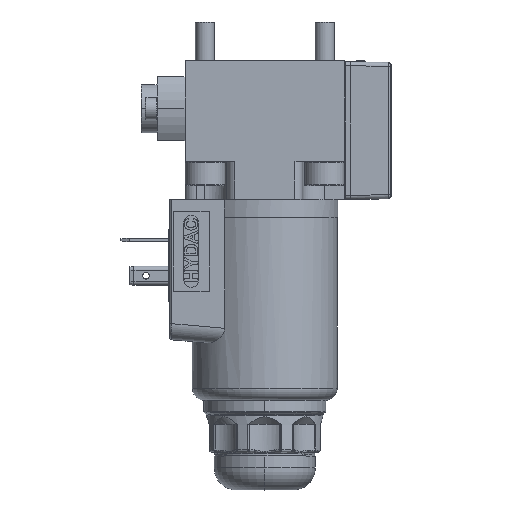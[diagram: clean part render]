
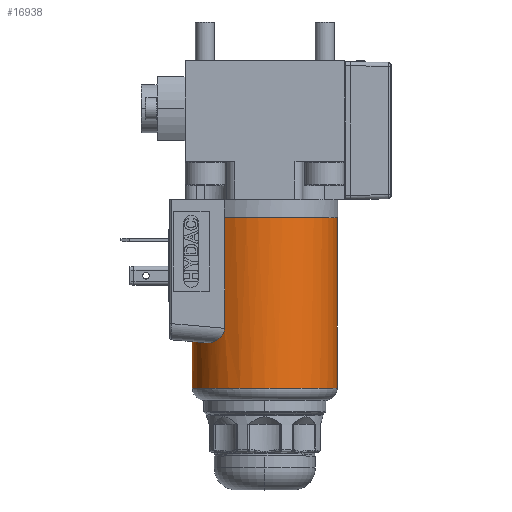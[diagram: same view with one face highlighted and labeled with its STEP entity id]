
A CAD part, top view. The second image highlights one B-rep face of the part: STEP entity #16938.
In plain terms, the highlighted cylindrical face has radius 18.15 mm (diameter 36.3 mm), a partial arc.
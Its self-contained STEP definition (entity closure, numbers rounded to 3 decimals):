
#237 = ORIENTED_EDGE ( 'NONE', *, *, #44181, .T. ) ;
#712 = CARTESIAN_POINT ( 'NONE',  ( -16.844, -50.509, 7.88 ) ) ;
#1140 = CARTESIAN_POINT ( 'NONE',  ( -12.925, -50.502, 12.746 ) ) ;
#1245 = ORIENTED_EDGE ( 'NONE', *, *, #33092, .F. ) ;
#1278 = EDGE_CURVE ( 'NONE', #21488, #15501, #10905, .T. ) ;
#2237 = DIRECTION ( 'NONE',  ( 0., -1., 0. ) ) ;
#3494 = VECTOR ( 'NONE', #2237, 1000. ) ;
#3755 = EDGE_LOOP ( 'NONE', ( #46068, #24251, #28452, #1245, #36372, #237, #42047 ) ) ;
#4124 = CARTESIAN_POINT ( 'NONE',  ( -11.009, -49.26, 14.433 ) ) ;
#4199 = CARTESIAN_POINT ( 'NONE',  ( -14.372, -50.725, 11.085 ) ) ;
#4357 = CARTESIAN_POINT ( 'NONE',  ( -10.04, -47.092, 15.12 ) ) ;
#4479 = DIRECTION ( 'NONE',  ( 0., -1., 0. ) ) ;
#4602 = CARTESIAN_POINT ( 'NONE',  ( -10.04, -19.3, 15.12 ) ) ;
#4849 = CARTESIAN_POINT ( 'NONE',  ( -12.271, -50.205, 13.377 ) ) ;
#6565 = DIRECTION ( 'NONE',  ( 0., -1., 0. ) ) ;
#7593 = CARTESIAN_POINT ( 'NONE',  ( -11.627, -49.796, 13.94 ) ) ;
#8337 = CARTESIAN_POINT ( 'NONE',  ( -14.372, -50.725, 11.085 ) ) ;
#8582 = CARTESIAN_POINT ( 'NONE',  ( -10.04, -47.253, 15.12 ) ) ;
#9029 = EDGE_CURVE ( 'NONE', #15501, #32923, #25503, .T. ) ;
#9139 = CARTESIAN_POINT ( 'NONE',  ( 0., -68.1, 0. ) ) ;
#9676 = CARTESIAN_POINT ( 'NONE',  ( -10.04, -68.1, 15.12 ) ) ;
#10905 =( BOUNDED_CURVE ( )  B_SPLINE_CURVE ( 3, ( #4199, #712, #34350, #41512 ),
 .UNSPECIFIED., .F., .F. ) 
 B_SPLINE_CURVE_WITH_KNOTS ( ( 4, 4 ),
 ( 2.485, 3.142 ),
 .UNSPECIFIED. ) 
 CURVE ( )  GEOMETRIC_REPRESENTATION_ITEM ( )  RATIONAL_B_SPLINE_CURVE ( ( 1., 0.964, 0.964, 1. ) ) 
 REPRESENTATION_ITEM ( '' )  );
#11559 = CARTESIAN_POINT ( 'NONE',  ( -12.054, -50.082, 13.572 ) ) ;
#11806 = CARTESIAN_POINT ( 'NONE',  ( -13.974, -50.736, 11.587 ) ) ;
#12149 = AXIS2_PLACEMENT_3D ( 'NONE', #44637, #14275, #45129 ) ;
#13009 = DIRECTION ( 'NONE',  ( 0., -1., 0. ) ) ;
#13750 = EDGE_CURVE ( 'NONE', #43829, #17865, #31768, .T. ) ;
#14275 = DIRECTION ( 'NONE',  ( 0., 1., 0. ) ) ;
#15283 = CARTESIAN_POINT ( 'NONE',  ( 18.15, -62.1, 0. ) ) ;
#15501 = VERTEX_POINT ( 'NONE', #45312 ) ;
#15796 = CARTESIAN_POINT ( 'NONE',  ( -10.816, -49.051, 14.577 ) ) ;
#16467 = CARTESIAN_POINT ( 'NONE',  ( 18.15, -19.3, 0. ) ) ;
#16938 = ADVANCED_FACE ( 'NONE', ( #39014 ), #31583, .T. ) ;
#17657 = AXIS2_PLACEMENT_3D ( 'NONE', #9139, #47193, #44455 ) ;
#17865 = VERTEX_POINT ( 'NONE', #4602 ) ;
#18106 = CARTESIAN_POINT ( 'NONE',  ( -18.15, -62.1, 0. ) ) ;
#19682 = DIRECTION ( 'NONE',  ( 1., 0., 0. ) ) ;
#19811 = CARTESIAN_POINT ( 'NONE',  ( -10.155, -47.875, 15.043 ) ) ;
#19877 = CARTESIAN_POINT ( 'NONE',  ( -10.04, -47.092, 15.12 ) ) ;
#21488 = VERTEX_POINT ( 'NONE', #40212 ) ;
#23080 = CARTESIAN_POINT ( 'NONE',  ( -10.055, -47.411, 15.11 ) ) ;
#23470 = B_SPLINE_CURVE_WITH_KNOTS ( 'NONE', 3,
 ( #4357, #8582, #23080, #42167, #19811, #45923, #23825, #15796, #4124, #42407, #7593, #11559, #4849, #34739, #1140, #34496, #31026, #11806, #34264, #8337 ),
 .UNSPECIFIED., .F., .F.,
 ( 4, 2, 2, 2, 2, 2, 2, 2, 2, 4 ),
 ( 0., 0., 0.001, 0.002, 0.003, 0.004, 0.005, 0.006, 0.007, 0.008 ),
 .UNSPECIFIED. ) ;
#23825 = CARTESIAN_POINT ( 'NONE',  ( -10.471, -48.58, 14.827 ) ) ;
#24251 = ORIENTED_EDGE ( 'NONE', *, *, #9029, .T. ) ;
#25503 = LINE ( 'NONE', #40653, #32220 ) ;
#28452 = ORIENTED_EDGE ( 'NONE', *, *, #43681, .T. ) ;
#29900 = CARTESIAN_POINT ( 'NONE',  ( 0., -19.3, 0. ) ) ;
#31026 = CARTESIAN_POINT ( 'NONE',  ( -13.561, -50.682, 12.067 ) ) ;
#31583 = CYLINDRICAL_SURFACE ( 'NONE', #17657, 18.15 ) ;
#31768 = CIRCLE ( 'NONE', #48417, 18.15 ) ;
#31976 = CARTESIAN_POINT ( 'NONE',  ( 18.15, -68.1, 0. ) ) ;
#32095 = CIRCLE ( 'NONE', #12149, 18.15 ) ;
#32220 = VECTOR ( 'NONE', #6565, 1000. ) ;
#32923 = VERTEX_POINT ( 'NONE', #18106 ) ;
#33092 = EDGE_CURVE ( 'NONE', #43829, #38249, #35702, .T. ) ;
#34264 = CARTESIAN_POINT ( 'NONE',  ( -14.177, -50.742, 11.338 ) ) ;
#34350 = CARTESIAN_POINT ( 'NONE',  ( -18.15, -50.394, 4.048 ) ) ;
#34496 = CARTESIAN_POINT ( 'NONE',  ( -13.351, -50.635, 12.299 ) ) ;
#34739 = CARTESIAN_POINT ( 'NONE',  ( -12.707, -50.416, 12.963 ) ) ;
#35702 = LINE ( 'NONE', #31976, #40461 ) ;
#36372 = ORIENTED_EDGE ( 'NONE', *, *, #13750, .T. ) ;
#38249 = VERTEX_POINT ( 'NONE', #15283 ) ;
#39014 = FACE_OUTER_BOUND ( 'NONE', #3755, .T. ) ;
#40212 = CARTESIAN_POINT ( 'NONE',  ( -14.372, -50.725, 11.085 ) ) ;
#40461 = VECTOR ( 'NONE', #13009, 1000. ) ;
#40653 = CARTESIAN_POINT ( 'NONE',  ( -18.15, -68.1, 0. ) ) ;
#41194 = EDGE_CURVE ( 'NONE', #41622, #21488, #23470, .T. ) ;
#41512 = CARTESIAN_POINT ( 'NONE',  ( -18.15, -50.394, 0. ) ) ;
#41622 = VERTEX_POINT ( 'NONE', #19877 ) ;
#42047 = ORIENTED_EDGE ( 'NONE', *, *, #41194, .T. ) ;
#42167 = CARTESIAN_POINT ( 'NONE',  ( -10.112, -47.722, 15.072 ) ) ;
#42407 = CARTESIAN_POINT ( 'NONE',  ( -11.416, -49.634, 14.112 ) ) ;
#43681 = EDGE_CURVE ( 'NONE', #32923, #38249, #32095, .T. ) ;
#43829 = VERTEX_POINT ( 'NONE', #16467 ) ;
#44181 = EDGE_CURVE ( 'NONE', #17865, #41622, #45194, .T. ) ;
#44455 = DIRECTION ( 'NONE',  ( 1., 0., 0. ) ) ;
#44637 = CARTESIAN_POINT ( 'NONE',  ( 0., -62.1, 0. ) ) ;
#45129 = DIRECTION ( 'NONE',  ( 1., 0., 0. ) ) ;
#45194 = LINE ( 'NONE', #9676, #3494 ) ;
#45312 = CARTESIAN_POINT ( 'NONE',  ( -18.15, -50.394, 0. ) ) ;
#45923 = CARTESIAN_POINT ( 'NONE',  ( -10.318, -48.313, 14.933 ) ) ;
#46068 = ORIENTED_EDGE ( 'NONE', *, *, #1278, .T. ) ;
#47193 = DIRECTION ( 'NONE',  ( 0., -1., 0. ) ) ;
#48417 = AXIS2_PLACEMENT_3D ( 'NONE', #29900, #4479, #19682 ) ;
